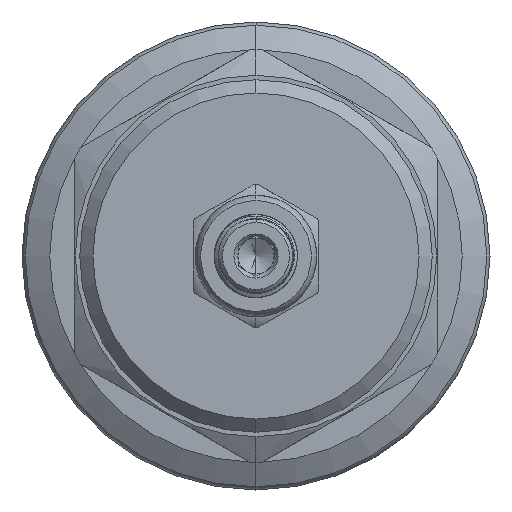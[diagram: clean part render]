
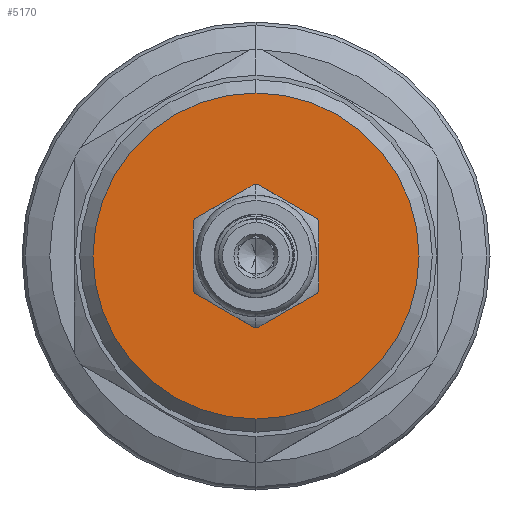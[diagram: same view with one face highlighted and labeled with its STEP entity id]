
A CAD part, left-side view. The second image highlights one B-rep face of the part: STEP entity #5170.
In plain terms, the highlighted planar face has unit normal (-1, 0, 0).
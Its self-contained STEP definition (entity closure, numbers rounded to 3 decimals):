
#379 = EDGE_CURVE ( 'NONE', #13423, #11736, #8890, .T. ) ;
#897 = CARTESIAN_POINT ( 'NONE',  ( -44.5, 0., 0. ) ) ;
#2401 = DIRECTION ( 'NONE',  ( 0., 0., 1. ) ) ;
#3502 = EDGE_LOOP ( 'NONE', ( #14265, #16821 ) ) ;
#3801 = DIRECTION ( 'NONE',  ( -1., 0., 0. ) ) ;
#4014 = AXIS2_PLACEMENT_3D ( 'NONE', #16879, #9643, #13932 ) ;
#4748 = CARTESIAN_POINT ( 'NONE',  ( -44.5, 0., -18.5 ) ) ;
#5170 = ADVANCED_FACE ( 'NONE', ( #14490, #15585 ), #5524, .T. ) ;
#5524 = PLANE ( 'NONE',  #4014 ) ;
#5859 = CARTESIAN_POINT ( 'NONE',  ( -44.5, 0., -6.875 ) ) ;
#6889 = EDGE_CURVE ( 'NONE', #16442, #10845, #9092, .T. ) ;
#7960 = EDGE_CURVE ( 'NONE', #10845, #16442, #11781, .T. ) ;
#8091 = CIRCLE ( 'NONE', #10915, 6.875 ) ;
#8099 = DIRECTION ( 'NONE',  ( -1., 0., 0. ) ) ;
#8610 = AXIS2_PLACEMENT_3D ( 'NONE', #12463, #3801, #10865 ) ;
#8890 = CIRCLE ( 'NONE', #13476, 6.875 ) ;
#9092 = CIRCLE ( 'NONE', #10277, 18.5 ) ;
#9643 = DIRECTION ( 'NONE',  ( -1., 0., 0. ) ) ;
#10277 = AXIS2_PLACEMENT_3D ( 'NONE', #897, #8099, #2401 ) ;
#10482 = ORIENTED_EDGE ( 'NONE', *, *, #379, .T. ) ;
#10664 = CARTESIAN_POINT ( 'NONE',  ( -44.5, 0., 6.875 ) ) ;
#10845 = VERTEX_POINT ( 'NONE', #4748 ) ;
#10865 = DIRECTION ( 'NONE',  ( 0., 0., 1. ) ) ;
#10915 = AXIS2_PLACEMENT_3D ( 'NONE', #11645, #13115, #16095 ) ;
#11645 = CARTESIAN_POINT ( 'NONE',  ( -44.5, 0., 0. ) ) ;
#11736 = VERTEX_POINT ( 'NONE', #5859 ) ;
#11781 = CIRCLE ( 'NONE', #8610, 18.5 ) ;
#12463 = CARTESIAN_POINT ( 'NONE',  ( -44.5, 0., 0. ) ) ;
#13115 = DIRECTION ( 'NONE',  ( 1., 0., 0. ) ) ;
#13180 = EDGE_CURVE ( 'NONE', #11736, #13423, #8091, .T. ) ;
#13423 = VERTEX_POINT ( 'NONE', #10664 ) ;
#13476 = AXIS2_PLACEMENT_3D ( 'NONE', #15464, #14143, #18531 ) ;
#13932 = DIRECTION ( 'NONE',  ( 0., 0., 1. ) ) ;
#14143 = DIRECTION ( 'NONE',  ( 1., 0., 0. ) ) ;
#14239 = CARTESIAN_POINT ( 'NONE',  ( -44.5, 0., 18.5 ) ) ;
#14265 = ORIENTED_EDGE ( 'NONE', *, *, #7960, .T. ) ;
#14490 = FACE_BOUND ( 'NONE', #15783, .T. ) ;
#15464 = CARTESIAN_POINT ( 'NONE',  ( -44.5, 0., 0. ) ) ;
#15585 = FACE_OUTER_BOUND ( 'NONE', #3502, .T. ) ;
#15783 = EDGE_LOOP ( 'NONE', ( #10482, #18440 ) ) ;
#16095 = DIRECTION ( 'NONE',  ( 0., 0., -1. ) ) ;
#16442 = VERTEX_POINT ( 'NONE', #14239 ) ;
#16821 = ORIENTED_EDGE ( 'NONE', *, *, #6889, .T. ) ;
#16879 = CARTESIAN_POINT ( 'NONE',  ( -44.5, 0., 0. ) ) ;
#18440 = ORIENTED_EDGE ( 'NONE', *, *, #13180, .T. ) ;
#18531 = DIRECTION ( 'NONE',  ( 0., 0., -1. ) ) ;
